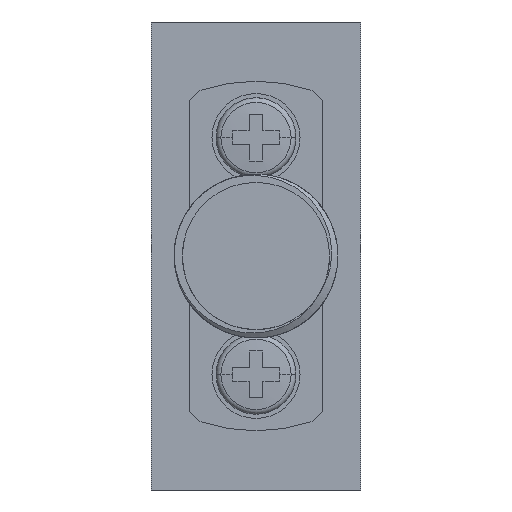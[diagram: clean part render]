
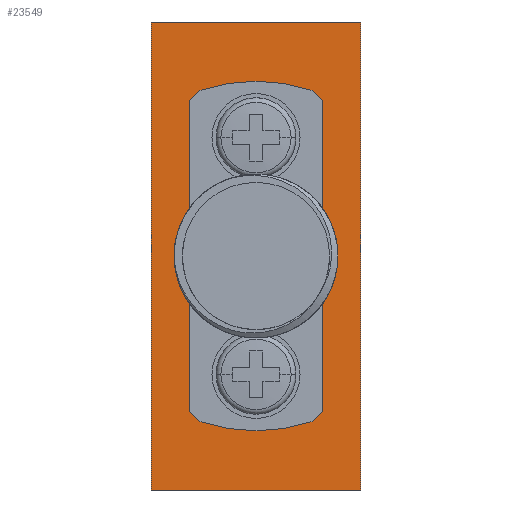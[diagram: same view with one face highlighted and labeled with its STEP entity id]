
A CAD part, left-side view. The second image highlights one B-rep face of the part: STEP entity #23549.
In plain terms, the highlighted planar face has unit normal (-1, 0, 0).
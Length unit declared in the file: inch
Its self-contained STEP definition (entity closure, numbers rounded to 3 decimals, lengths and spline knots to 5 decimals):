
#111 = CARTESIAN_POINT ( 'NONE',  ( -0.74803, 0., 0. ) ) ;
#180 = VERTEX_POINT ( 'NONE', #29799 ) ;
#817 = ORIENTED_EDGE ( 'NONE', *, *, #18867, .F. ) ;
#1058 = CARTESIAN_POINT ( 'NONE',  ( -0.74803, 0., 0. ) ) ;
#1879 = DIRECTION ( 'NONE',  ( 0., -1., 0. ) ) ;
#2157 = AXIS2_PLACEMENT_3D ( 'NONE', #20547, #13648, #20391 ) ;
#2621 = CIRCLE ( 'NONE', #8528, 0.09449 ) ;
#3021 = VECTOR ( 'NONE', #1879, 39.37008 ) ;
#3764 = DIRECTION ( 'NONE',  ( 0., 1., 0. ) ) ;
#3915 = CARTESIAN_POINT ( 'NONE',  ( -0.74803, 0.04331, -0.16929 ) ) ;
#4060 = VERTEX_POINT ( 'NONE', #17472 ) ;
#4111 = ORIENTED_EDGE ( 'NONE', *, *, #16570, .F. ) ;
#4125 = LINE ( 'NONE', #8921, #23028 ) ;
#4372 = LINE ( 'NONE', #6829, #6332 ) ;
#4379 = CARTESIAN_POINT ( 'NONE',  ( -0.74803, 0.04034, 0.15354 ) ) ;
#4732 = AXIS2_PLACEMENT_3D ( 'NONE', #10506, #29329, #27001 ) ;
#4928 = EDGE_CURVE ( 'NONE', #25711, #4060, #4372, .T. ) ;
#5018 = DIRECTION ( 'NONE',  ( 0., 0., 1. ) ) ;
#5031 = ORIENTED_EDGE ( 'NONE', *, *, #15253, .F. ) ;
#5109 = EDGE_CURVE ( 'NONE', #17652, #21270, #4125, .T. ) ;
#5147 = CARTESIAN_POINT ( 'NONE',  ( -0.74803, -0.09449, 0. ) ) ;
#5245 = VERTEX_POINT ( 'NONE', #6227 ) ;
#5448 = ORIENTED_EDGE ( 'NONE', *, *, #4928, .T. ) ;
#5467 = CARTESIAN_POINT ( 'NONE',  ( -0.74803, -0.14961, -0.16929 ) ) ;
#6227 = CARTESIAN_POINT ( 'NONE',  ( -0.74803, 0.09449, 0. ) ) ;
#6332 = VECTOR ( 'NONE', #15033, 39.37008 ) ;
#6811 = FACE_BOUND ( 'NONE', #14785, .T. ) ;
#6829 = CARTESIAN_POINT ( 'NONE',  ( -0.74803, 1.68052, -0.16929 ) ) ;
#7066 = CIRCLE ( 'NONE', #16789, 0.0315 ) ;
#7306 = DIRECTION ( 'NONE',  ( -1., 0., 0. ) ) ;
#7802 = DIRECTION ( 'NONE',  ( -1., 0., 0. ) ) ;
#7854 = ORIENTED_EDGE ( 'NONE', *, *, #7937, .T. ) ;
#7937 = EDGE_CURVE ( 'NONE', #23135, #9207, #22811, .T. ) ;
#8528 = AXIS2_PLACEMENT_3D ( 'NONE', #111, #9560, #28490 ) ;
#8562 = CARTESIAN_POINT ( 'NONE',  ( -0.74803, 1.68052, 0.15354 ) ) ;
#8586 = EDGE_CURVE ( 'NONE', #9207, #13295, #16660, .T. ) ;
#8921 = CARTESIAN_POINT ( 'NONE',  ( -0.74803, 1.68052, 0.15354 ) ) ;
#9077 = VERTEX_POINT ( 'NONE', #5147 ) ;
#9160 = ORIENTED_EDGE ( 'NONE', *, *, #20153, .F. ) ;
#9207 = VERTEX_POINT ( 'NONE', #29310 ) ;
#9256 = CARTESIAN_POINT ( 'NONE',  ( -0.74803, 0.14961, -0.16929 ) ) ;
#9441 = VERTEX_POINT ( 'NONE', #15816 ) ;
#9445 = CARTESIAN_POINT ( 'NONE',  ( -0.74803, -0.04331, -0.16929 ) ) ;
#9530 = CARTESIAN_POINT ( 'NONE',  ( -0.74803, -0.02728, 0.15354 ) ) ;
#9560 = DIRECTION ( 'NONE',  ( 1., 0., 0. ) ) ;
#9578 = FACE_BOUND ( 'NONE', #15138, .T. ) ;
#9634 = EDGE_CURVE ( 'NONE', #21270, #15842, #21893, .T. ) ;
#10183 = AXIS2_PLACEMENT_3D ( 'NONE', #1058, #12904, #29578 ) ;
#10473 = AXIS2_PLACEMENT_3D ( 'NONE', #19317, #12162, #23704 ) ;
#10506 = CARTESIAN_POINT ( 'NONE',  ( -0.74803, 0., 0.16929 ) ) ;
#10663 = CARTESIAN_POINT ( 'NONE',  ( -0.74803, -0.09055, 0.33465 ) ) ;
#10686 = DIRECTION ( 'NONE',  ( 0., -1., 0. ) ) ;
#11107 = ORIENTED_EDGE ( 'NONE', *, *, #28564, .F. ) ;
#12077 = CARTESIAN_POINT ( 'NONE',  ( -0.74803, -0.04331, 0.16929 ) ) ;
#12162 = DIRECTION ( 'NONE',  ( -1., 0., 0. ) ) ;
#12163 = DIRECTION ( 'NONE',  ( 0., 0., 1. ) ) ;
#12422 = ORIENTED_EDGE ( 'NONE', *, *, #22898, .T. ) ;
#12450 = DIRECTION ( 'NONE',  ( -1., 0., 0. ) ) ;
#12581 = EDGE_CURVE ( 'NONE', #9077, #5245, #2621, .T. ) ;
#12742 = LINE ( 'NONE', #29106, #27978 ) ;
#12869 = VECTOR ( 'NONE', #3764, 39.37008 ) ;
#12884 = DIRECTION ( 'NONE',  ( 0., 1., 0. ) ) ;
#12904 = DIRECTION ( 'NONE',  ( 1., 0., 0. ) ) ;
#13287 = ORIENTED_EDGE ( 'NONE', *, *, #21478, .F. ) ;
#13295 = VERTEX_POINT ( 'NONE', #25298 ) ;
#13535 = PLANE ( 'NONE',  #27462 ) ;
#13648 = DIRECTION ( 'NONE',  ( -1., 0., 0. ) ) ;
#14053 = CARTESIAN_POINT ( 'NONE',  ( -0.74803, 0., -0.16929 ) ) ;
#14119 = CARTESIAN_POINT ( 'NONE',  ( -0.74803, -0.04034, 0.15354 ) ) ;
#14332 = CARTESIAN_POINT ( 'NONE',  ( -0.74803, 0., 0.16929 ) ) ;
#14369 = DIRECTION ( 'NONE',  ( 0., 0., -1. ) ) ;
#14551 = EDGE_LOOP ( 'NONE', ( #7854, #21547, #817, #5031 ) ) ;
#14584 = EDGE_CURVE ( 'NONE', #20673, #4060, #21245, .T. ) ;
#14785 = EDGE_LOOP ( 'NONE', ( #27943, #20941, #13287, #5448 ) ) ;
#15019 = VECTOR ( 'NONE', #10686, 39.37008 ) ;
#15033 = DIRECTION ( 'NONE',  ( 0., -1., 0. ) ) ;
#15138 = EDGE_LOOP ( 'NONE', ( #12422, #23844 ) ) ;
#15253 = EDGE_CURVE ( 'NONE', #23135, #25426, #26533, .T. ) ;
#15490 = CARTESIAN_POINT ( 'NONE',  ( -0.74803, 1.68052, -0.16929 ) ) ;
#15816 = CARTESIAN_POINT ( 'NONE',  ( -0.74803, 0.04331, 0.16929 ) ) ;
#15842 = VERTEX_POINT ( 'NONE', #12077 ) ;
#16122 = ORIENTED_EDGE ( 'NONE', *, *, #16951, .F. ) ;
#16570 = EDGE_CURVE ( 'NONE', #22640, #180, #17831, .T. ) ;
#16601 = DIRECTION ( 'NONE',  ( 0., 0., -1. ) ) ;
#16660 = LINE ( 'NONE', #9256, #26796 ) ;
#16789 = AXIS2_PLACEMENT_3D ( 'NONE', #14332, #7802, #5018 ) ;
#16951 = EDGE_CURVE ( 'NONE', #9441, #22640, #24232, .T. ) ;
#17040 = CARTESIAN_POINT ( 'NONE',  ( -0.74803, -0.14961, -0.33465 ) ) ;
#17472 = CARTESIAN_POINT ( 'NONE',  ( -0.74803, 0.0315, -0.16929 ) ) ;
#17652 = VERTEX_POINT ( 'NONE', #9530 ) ;
#17831 = LINE ( 'NONE', #8562, #15019 ) ;
#18187 = DIRECTION ( 'NONE',  ( 0., -1., 0. ) ) ;
#18858 = FACE_BOUND ( 'NONE', #19099, .T. ) ;
#18867 = EDGE_CURVE ( 'NONE', #25426, #13295, #12742, .T. ) ;
#18887 = DIRECTION ( 'NONE',  ( 0., -1., 0. ) ) ;
#19099 = EDGE_LOOP ( 'NONE', ( #11107, #4111, #16122, #9160, #23777, #21132 ) ) ;
#19317 = CARTESIAN_POINT ( 'NONE',  ( -0.74803, 0., -0.16929 ) ) ;
#20153 = EDGE_CURVE ( 'NONE', #15842, #9441, #23604, .T. ) ;
#20391 = DIRECTION ( 'NONE',  ( 0., 1., 0. ) ) ;
#20421 = EDGE_CURVE ( 'NONE', #20673, #28479, #27280, .T. ) ;
#20534 = CARTESIAN_POINT ( 'NONE',  ( -0.74803, -0.14961, 0.33465 ) ) ;
#20547 = CARTESIAN_POINT ( 'NONE',  ( -0.74803, 0., 0.16929 ) ) ;
#20673 = VERTEX_POINT ( 'NONE', #26984 ) ;
#20875 = AXIS2_PLACEMENT_3D ( 'NONE', #14053, #25974, #23635 ) ;
#20941 = ORIENTED_EDGE ( 'NONE', *, *, #20421, .T. ) ;
#21038 = FACE_OUTER_BOUND ( 'NONE', #14551, .T. ) ;
#21132 = ORIENTED_EDGE ( 'NONE', *, *, #5109, .F. ) ;
#21245 = CIRCLE ( 'NONE', #10473, 0.0315 ) ;
#21270 = VERTEX_POINT ( 'NONE', #14119 ) ;
#21478 = EDGE_CURVE ( 'NONE', #25711, #28479, #27367, .T. ) ;
#21547 = ORIENTED_EDGE ( 'NONE', *, *, #8586, .T. ) ;
#21812 = VECTOR ( 'NONE', #16601, 39.37008 ) ;
#21893 = CIRCLE ( 'NONE', #4732, 0.04331 ) ;
#22640 = VERTEX_POINT ( 'NONE', #4379 ) ;
#22811 = LINE ( 'NONE', #10663, #12869 ) ;
#22898 = EDGE_CURVE ( 'NONE', #5245, #9077, #25899, .T. ) ;
#23028 = VECTOR ( 'NONE', #18187, 39.37008 ) ;
#23135 = VERTEX_POINT ( 'NONE', #20534 ) ;
#23549 = ADVANCED_FACE ( 'NONE', ( #9578, #21038, #6811, #18858 ), #13535, .T. ) ;
#23586 = CARTESIAN_POINT ( 'NONE',  ( -0.74803, 0., 0.16929 ) ) ;
#23604 = CIRCLE ( 'NONE', #25087, 0.04331 ) ;
#23635 = DIRECTION ( 'NONE',  ( 0., 1., 0. ) ) ;
#23704 = DIRECTION ( 'NONE',  ( 0., 0., 1. ) ) ;
#23777 = ORIENTED_EDGE ( 'NONE', *, *, #9634, .F. ) ;
#23844 = ORIENTED_EDGE ( 'NONE', *, *, #12581, .T. ) ;
#23874 = CARTESIAN_POINT ( 'NONE',  ( -0.74803, -0.09055, -0.33465 ) ) ;
#24232 = CIRCLE ( 'NONE', #2157, 0.04331 ) ;
#25087 = AXIS2_PLACEMENT_3D ( 'NONE', #23586, #7306, #18887 ) ;
#25298 = CARTESIAN_POINT ( 'NONE',  ( -0.74803, 0.14961, -0.33465 ) ) ;
#25426 = VERTEX_POINT ( 'NONE', #17040 ) ;
#25711 = VERTEX_POINT ( 'NONE', #3915 ) ;
#25899 = CIRCLE ( 'NONE', #10183, 0.09449 ) ;
#25974 = DIRECTION ( 'NONE',  ( -1., 0., 0. ) ) ;
#26533 = LINE ( 'NONE', #5467, #21812 ) ;
#26796 = VECTOR ( 'NONE', #14369, 39.37008 ) ;
#26984 = CARTESIAN_POINT ( 'NONE',  ( -0.74803, -0.0315, -0.16929 ) ) ;
#27001 = DIRECTION ( 'NONE',  ( 0., 1., 0. ) ) ;
#27280 = LINE ( 'NONE', #15490, #3021 ) ;
#27367 = CIRCLE ( 'NONE', #20875, 0.04331 ) ;
#27462 = AXIS2_PLACEMENT_3D ( 'NONE', #23874, #12450, #12163 ) ;
#27943 = ORIENTED_EDGE ( 'NONE', *, *, #14584, .F. ) ;
#27978 = VECTOR ( 'NONE', #12884, 39.37008 ) ;
#28479 = VERTEX_POINT ( 'NONE', #9445 ) ;
#28490 = DIRECTION ( 'NONE',  ( 0., -1., 0. ) ) ;
#28564 = EDGE_CURVE ( 'NONE', #180, #17652, #7066, .T. ) ;
#29106 = CARTESIAN_POINT ( 'NONE',  ( -0.74803, -0.09055, -0.33465 ) ) ;
#29310 = CARTESIAN_POINT ( 'NONE',  ( -0.74803, 0.14961, 0.33465 ) ) ;
#29329 = DIRECTION ( 'NONE',  ( -1., 0., 0. ) ) ;
#29578 = DIRECTION ( 'NONE',  ( 0., 1., 0. ) ) ;
#29799 = CARTESIAN_POINT ( 'NONE',  ( -0.74803, 0.02728, 0.15354 ) ) ;
